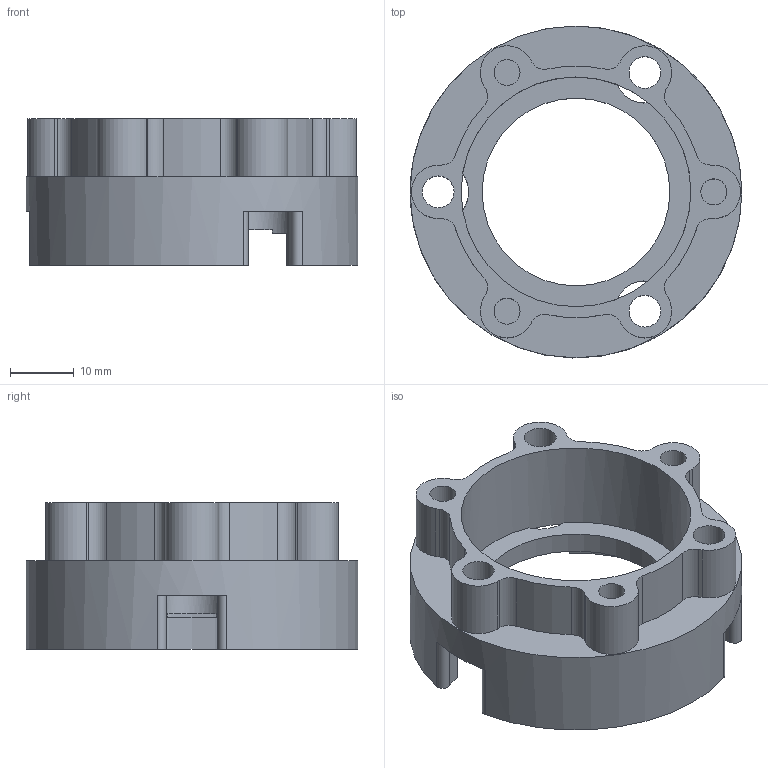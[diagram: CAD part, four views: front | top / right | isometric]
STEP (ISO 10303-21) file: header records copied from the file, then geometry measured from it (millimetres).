
FILE_DESCRIPTION(/* description */ (''),/* implementation_level */ '2;1');
FILE_NAME(/* name */ 'hub v23.step',/* time_stamp */ '2023-12-09T01:33:11-05:00',/* author */ (''),/* organization */ (''),/* preprocessor_version */ 'ST-DEVELOPER v20',/* originating_system */ 'Autodesk Translation Framework v12.14.0.127',/* authorisation */ '');
FILE_SCHEMA (('AUTOMOTIVE_DESIGN { 1 0 10303 214 3 1 1 }'));
Length unit declared in the file: inch
Products named in the file (1): hub
Bounding box: 52 x 52 x 23.02 mm (x, y, z)
Volume: 15537.1 mm3; surface area: 10450.4 mm2
Topology: 1 solids, 1 shells, 76 faces, 225 edges, 150 vertices
Faces by surface type: cylinder 48, plane 28
Full cylindrical faces by diameter (mm): 4.067 x3, 4.978 x3, 29.4 x1, 36 x1, 52 x1
Entity records: 2678 total; most frequent: DIRECTION 505, CARTESIAN_POINT 452, ORIENTED_EDGE 450, EDGE_CURVE 225, AXIS2_PLACEMENT_3D 203, VERTEX_POINT 150, CIRCLE 126, LINE 99
